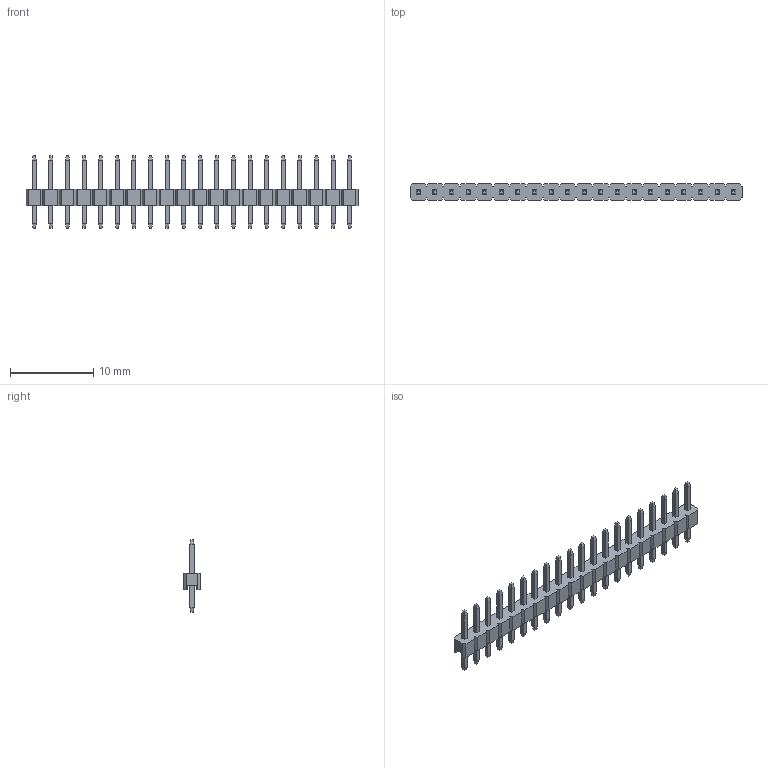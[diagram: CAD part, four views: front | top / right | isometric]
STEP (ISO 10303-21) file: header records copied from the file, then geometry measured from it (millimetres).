
FILE_DESCRIPTION(/* description */ (''),/* implementation_level */ '2;1');
FILE_NAME(/* name */ 'pin header 1x20 pitch 2mm heigth 5mm',/* time_stamp */ '2019-04-03T18:22:30+02:00',/* author */ (''),/* organization */ (''),/* preprocessor_version */ 'ST-DEVELOPER v16.5',/* originating_system */ '',/* authorisation */ '');
FILE_SCHEMA (('AUTOMOTIVE_DESIGN'));
Length unit declared in the file: millimetre
Products named in the file (1): Document
Bounding box: 40 x 2 x 8.7 mm (x, y, z)
Volume: 163.7 mm3; surface area: 776 mm2
Topology: 21 solids, 21 shells, 528 faces, 1298 edges, 812 vertices
Faces by surface type: plane 528
Entity records: 13444 total; most frequent: CARTESIAN_POINT 3938, ORIENTED_EDGE 2596, EDGE_CURVE 1298, B_SPLINE_CURVE_WITH_KNOTS 1298, VERTEX_POINT 812, EDGE_LOOP 568, DIRECTION 532, AXIS2_PLACEMENT_3D 530
